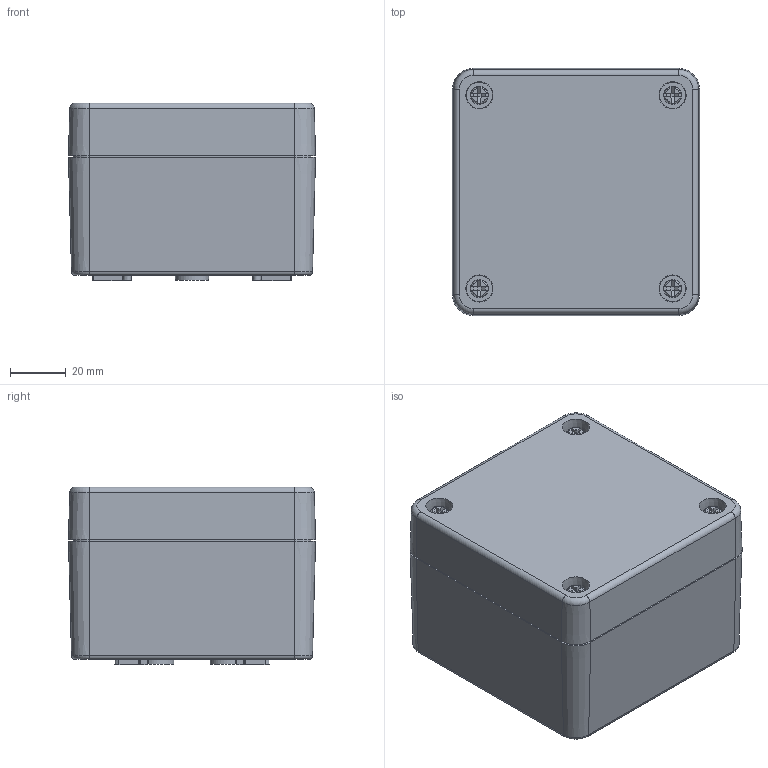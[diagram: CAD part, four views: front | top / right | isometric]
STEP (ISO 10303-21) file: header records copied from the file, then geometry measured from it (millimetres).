
FILE_DESCRIPTION( ( 'STEP AP214' ), ' ' );
FILE_NAME( '15100101.stp', '2016-04-11T14:34:52', ( '' ), ( '' ), ' ', 'PARTsolutions', ' ' );
FILE_SCHEMA( ( 'AUTOMOTIVE_DESIGN { 1 0 10303 214 1 1 1 1 }' ) );
Length unit declared in the file: millimetre
Products named in the file (4): 15100101; _Kasten_TK AL 77-6; _Deckel_TK AL 77-6; _Schraube_TK_AL M4x24
Assembly tree (6 placements, depth 2):
  15100101
    _Kasten_TK AL 77-6
    _Deckel_TK AL 77-6
    _Schraube_TK_AL M4x24  x4
Bounding box: 89 x 89 x 64 mm (x, y, z)
Volume: 242412.3 mm3; surface area: 83718.5 mm2
Topology: 6 solids, 6 shells, 509 faces, 1313 edges, 866 vertices
Faces by surface type: plane 303, cone 150, cylinder 40, torus 16
Full cylindrical faces by diameter (mm): 3.141 x4, 3.242 x15, 4 x4, 6 x4
Entity records: 14970 total; most frequent: DIRECTION 2088, CARTESIAN_POINT 2055, ORIENTED_EDGE 1840, EDGE_CURVE 920, AXIS2_PLACEMENT_3D 779, VERTEX_POINT 650, EDGE_LOOP 546, LINE 530
